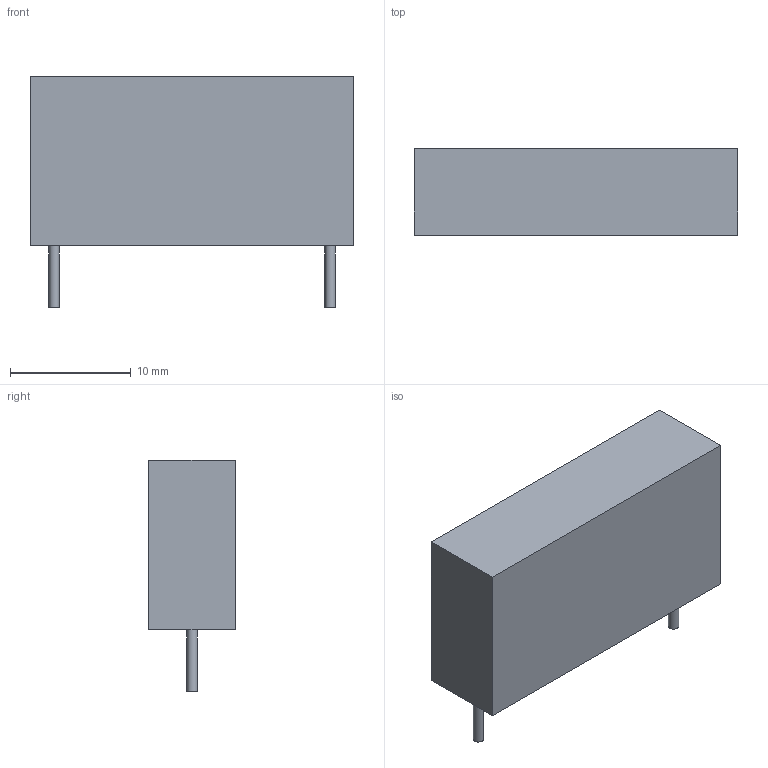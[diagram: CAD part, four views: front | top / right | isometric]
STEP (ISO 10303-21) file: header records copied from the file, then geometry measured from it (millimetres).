
FILE_DESCRIPTION(('STEP AP214'),'1');
FILE_NAME('R46-CB','2019-05-23T12:00:35',(''),(''),'','','');
FILE_SCHEMA(('AUTOMOTIVE_DESIGN'));
Length unit declared in the file: millimetre
Products named in the file (1): product
Bounding box: 26.8 x 7.19 x 19.2 mm (x, y, z)
Volume: 6 mm3; surface area: 1371.9 mm2
Topology: 2 solids, 8 shells, 12 faces, 30 edges, 28 vertices
Faces by surface type: plane 10, cylinder 2
Full cylindrical faces by diameter (mm): 0.864 x2
Entity records: 435 total; most frequent: CARTESIAN_POINT 71, DIRECTION 62, VERTEX_POINT 52, ORIENTED_EDGE 32, EDGE_CURVE 28, LINE 24, VECTOR 24, AXIS2_PLACEMENT_3D 19
